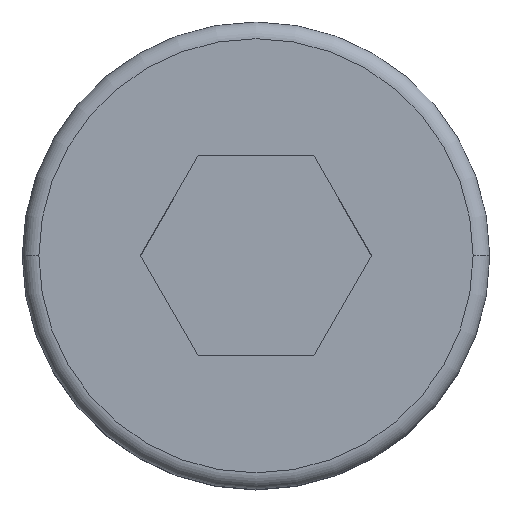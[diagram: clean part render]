
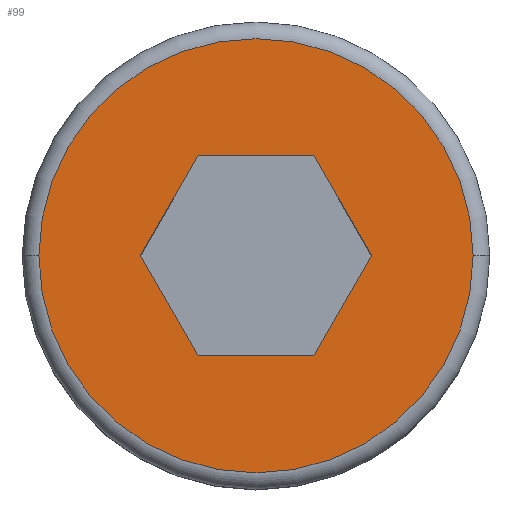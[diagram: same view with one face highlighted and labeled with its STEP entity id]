
A CAD part, top view. The second image highlights one B-rep face of the part: STEP entity #99.
In plain terms, the highlighted planar face has unit normal (0, 0, 1).
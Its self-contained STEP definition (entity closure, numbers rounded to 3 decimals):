
#13 = DIRECTION ( 'NONE',  ( 1., 0., 0. ) ) ;
#34 = CARTESIAN_POINT ( 'NONE',  ( -0.866, -1.5, 4. ) ) ;
#40 = VERTEX_POINT ( 'NONE', #281 ) ;
#44 = EDGE_CURVE ( 'NONE', #40, #401, #318, .T. ) ;
#75 = VECTOR ( 'NONE', #93, 1000. ) ;
#84 = CARTESIAN_POINT ( 'NONE',  ( 0.866, 1.5, 4. ) ) ;
#93 = DIRECTION ( 'NONE',  ( 0.5, 0.866, 0. ) ) ;
#95 = VECTOR ( 'NONE', #403, 1000. ) ;
#99 = ADVANCED_FACE ( 'NONE', ( #584, #527 ), #489, .T. ) ;
#100 = DIRECTION ( 'NONE',  ( 0., 0., 1. ) ) ;
#107 = EDGE_CURVE ( 'NONE', #514, #426, #572, .T. ) ;
#133 = DIRECTION ( 'NONE',  ( 1., 0., 0. ) ) ;
#136 = LINE ( 'NONE', #325, #377 ) ;
#140 = DIRECTION ( 'NONE',  ( 0., 0., 1. ) ) ;
#151 = DIRECTION ( 'NONE',  ( 0., 0., 1. ) ) ;
#162 = LINE ( 'NONE', #204, #95 ) ;
#163 = VERTEX_POINT ( 'NONE', #290 ) ;
#179 = CARTESIAN_POINT ( 'NONE',  ( 1.732, 0., 4. ) ) ;
#183 = EDGE_LOOP ( 'NONE', ( #239, #414, #275, #306, #472, #428 ) ) ;
#184 = CARTESIAN_POINT ( 'NONE',  ( 0.866, -1.5, 4. ) ) ;
#204 = CARTESIAN_POINT ( 'NONE',  ( -0.866, 1.5, 4. ) ) ;
#208 = CARTESIAN_POINT ( 'NONE',  ( 0.866, -1.5, 4. ) ) ;
#218 = EDGE_CURVE ( 'NONE', #163, #321, #245, .T. ) ;
#225 = CARTESIAN_POINT ( 'NONE',  ( -0.866, 1.5, 4. ) ) ;
#239 = ORIENTED_EDGE ( 'NONE', *, *, #522, .F. ) ;
#243 = CARTESIAN_POINT ( 'NONE',  ( 0., 0., 4. ) ) ;
#245 = CIRCLE ( 'NONE', #493, 3.25 ) ;
#263 = EDGE_CURVE ( 'NONE', #426, #40, #162, .T. ) ;
#272 = CARTESIAN_POINT ( 'NONE',  ( -1.732, 0., 4. ) ) ;
#275 = ORIENTED_EDGE ( 'NONE', *, *, #460, .F. ) ;
#281 = CARTESIAN_POINT ( 'NONE',  ( -1.732, 0., 4. ) ) ;
#287 = CARTESIAN_POINT ( 'NONE',  ( 0.866, 1.5, 4. ) ) ;
#290 = CARTESIAN_POINT ( 'NONE',  ( 3.25, 0., 4. ) ) ;
#297 = DIRECTION ( 'NONE',  ( -1., 0., 0. ) ) ;
#304 = VECTOR ( 'NONE', #297, 1000. ) ;
#306 = ORIENTED_EDGE ( 'NONE', *, *, #44, .F. ) ;
#318 = LINE ( 'NONE', #272, #594 ) ;
#321 = VERTEX_POINT ( 'NONE', #541 ) ;
#325 = CARTESIAN_POINT ( 'NONE',  ( 1.732, 0., 4. ) ) ;
#339 = CARTESIAN_POINT ( 'NONE',  ( 0., 0., 4. ) ) ;
#344 = VECTOR ( 'NONE', #133, 1000. ) ;
#345 = CARTESIAN_POINT ( 'NONE',  ( 0., 0., 4. ) ) ;
#350 = LINE ( 'NONE', #208, #75 ) ;
#366 = AXIS2_PLACEMENT_3D ( 'NONE', #243, #140, #387 ) ;
#377 = VECTOR ( 'NONE', #569, 1000. ) ;
#387 = DIRECTION ( 'NONE',  ( 1., 0., 0. ) ) ;
#401 = VERTEX_POINT ( 'NONE', #467 ) ;
#403 = DIRECTION ( 'NONE',  ( -0.5, -0.866, 0. ) ) ;
#414 = ORIENTED_EDGE ( 'NONE', *, *, #599, .F. ) ;
#426 = VERTEX_POINT ( 'NONE', #225 ) ;
#428 = ORIENTED_EDGE ( 'NONE', *, *, #107, .F. ) ;
#431 = DIRECTION ( 'NONE',  ( 1., 0., 0. ) ) ;
#449 = ORIENTED_EDGE ( 'NONE', *, *, #218, .T. ) ;
#460 = EDGE_CURVE ( 'NONE', #401, #521, #463, .T. ) ;
#463 = LINE ( 'NONE', #34, #344 ) ;
#467 = CARTESIAN_POINT ( 'NONE',  ( -0.866, -1.5, 4. ) ) ;
#468 = EDGE_LOOP ( 'NONE', ( #449, #542 ) ) ;
#472 = ORIENTED_EDGE ( 'NONE', *, *, #263, .F. ) ;
#483 = DIRECTION ( 'NONE',  ( 0.5, -0.866, 0. ) ) ;
#485 = CIRCLE ( 'NONE', #366, 3.25 ) ;
#489 = PLANE ( 'NONE',  #506 ) ;
#493 = AXIS2_PLACEMENT_3D ( 'NONE', #345, #151, #431 ) ;
#498 = VERTEX_POINT ( 'NONE', #179 ) ;
#506 = AXIS2_PLACEMENT_3D ( 'NONE', #339, #100, #13 ) ;
#514 = VERTEX_POINT ( 'NONE', #84 ) ;
#521 = VERTEX_POINT ( 'NONE', #184 ) ;
#522 = EDGE_CURVE ( 'NONE', #498, #514, #136, .T. ) ;
#527 = FACE_OUTER_BOUND ( 'NONE', #468, .T. ) ;
#541 = CARTESIAN_POINT ( 'NONE',  ( -3.25, 0., 4. ) ) ;
#542 = ORIENTED_EDGE ( 'NONE', *, *, #619, .T. ) ;
#569 = DIRECTION ( 'NONE',  ( -0.5, 0.866, 0. ) ) ;
#572 = LINE ( 'NONE', #287, #304 ) ;
#584 = FACE_BOUND ( 'NONE', #183, .T. ) ;
#594 = VECTOR ( 'NONE', #483, 1000. ) ;
#599 = EDGE_CURVE ( 'NONE', #521, #498, #350, .T. ) ;
#619 = EDGE_CURVE ( 'NONE', #321, #163, #485, .T. ) ;
